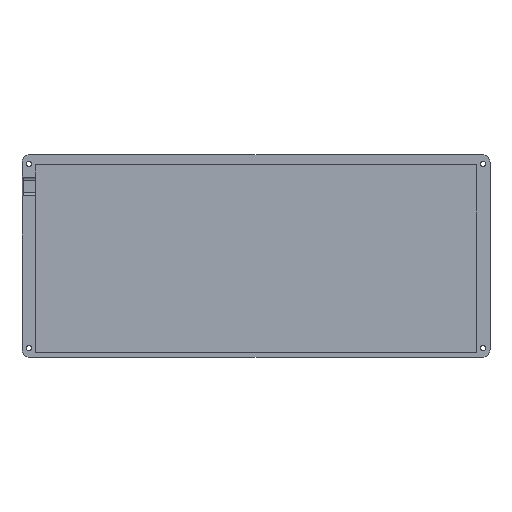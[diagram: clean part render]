
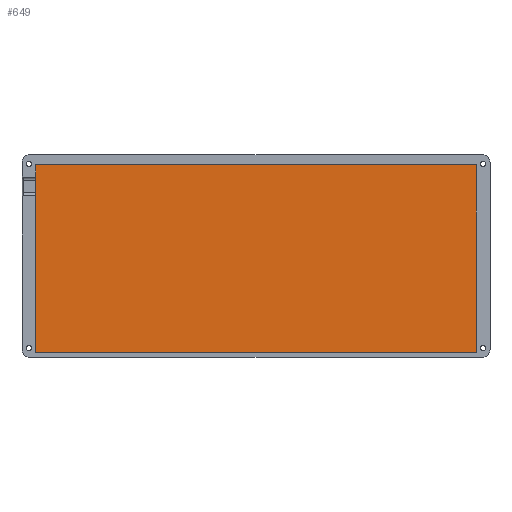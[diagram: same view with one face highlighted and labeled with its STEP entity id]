
A CAD part, top view. The second image highlights one B-rep face of the part: STEP entity #649.
In plain terms, the highlighted planar face has unit normal (0, 0, 1).
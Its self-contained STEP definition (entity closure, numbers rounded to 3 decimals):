
#99=FACE_OUTER_BOUND('',#144,.T.);
#144=EDGE_LOOP('',(#534,#535,#536,#537));
#186=LINE('',#1034,#245);
#203=LINE('',#1085,#262);
#204=LINE('',#1087,#263);
#205=LINE('',#1088,#264);
#245=VECTOR('',#844,10.);
#262=VECTOR('',#893,10.);
#263=VECTOR('',#894,10.);
#264=VECTOR('',#895,10.);
#308=VERTEX_POINT('',#1031);
#309=VERTEX_POINT('',#1033);
#327=VERTEX_POINT('',#1084);
#328=VERTEX_POINT('',#1086);
#380=EDGE_CURVE('',#308,#309,#186,.T.);
#405=EDGE_CURVE('',#327,#308,#203,.T.);
#406=EDGE_CURVE('',#328,#327,#204,.T.);
#407=EDGE_CURVE('',#309,#328,#205,.T.);
#534=ORIENTED_EDGE('',*,*,#405,.F.);
#535=ORIENTED_EDGE('',*,*,#406,.F.);
#536=ORIENTED_EDGE('',*,*,#407,.F.);
#537=ORIENTED_EDGE('',*,*,#380,.F.);
#616=PLANE('',#726);
#649=ADVANCED_FACE('',(#99),#616,.T.);
#726=AXIS2_PLACEMENT_3D('',#1083,#891,#892);
#844=DIRECTION('',(0.,1.,0.));
#891=DIRECTION('center_axis',(0.,0.,1.));
#892=DIRECTION('ref_axis',(1.,0.,0.));
#893=DIRECTION('',(-1.,0.,0.));
#894=DIRECTION('',(0.,-1.,0.));
#895=DIRECTION('',(1.,0.,0.));
#1031=CARTESIAN_POINT('',(-26.628,-106.365,3.));
#1033=CARTESIAN_POINT('',(-26.628,18.035,3.));
#1034=CARTESIAN_POINT('',(-26.628,-75.265,3.));
#1083=CARTESIAN_POINT('Origin',(119.322,-44.165,3.));
#1084=CARTESIAN_POINT('',(265.272,-106.365,3.));
#1085=CARTESIAN_POINT('',(192.297,-106.365,3.));
#1086=CARTESIAN_POINT('',(265.272,18.035,3.));
#1087=CARTESIAN_POINT('',(265.272,-13.065,3.));
#1088=CARTESIAN_POINT('',(46.347,18.035,3.));
